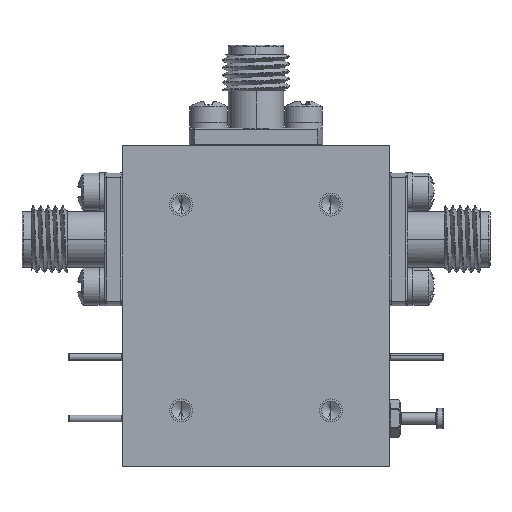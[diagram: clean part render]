
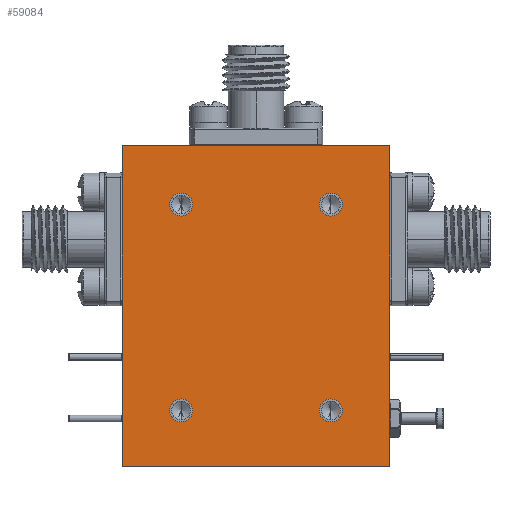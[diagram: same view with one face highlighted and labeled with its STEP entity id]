
A CAD part, front view. The second image highlights one B-rep face of the part: STEP entity #59084.
In plain terms, the highlighted planar face has unit normal (0, -1, 0).
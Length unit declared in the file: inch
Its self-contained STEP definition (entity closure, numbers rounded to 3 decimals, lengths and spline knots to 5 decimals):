
#76 = VERTEX_POINT ( 'NONE', #60200 ) ;
#1300 = AXIS2_PLACEMENT_3D ( 'NONE', #47119, #36794, #37435 ) ;
#1583 = CARTESIAN_POINT ( 'NONE',  ( -0.41889, 0., 0.29389 ) ) ;
#1947 = VERTEX_POINT ( 'NONE', #53197 ) ;
#2522 = CARTESIAN_POINT ( 'NONE',  ( 0.14111, 0., 0.33689 ) ) ;
#2592 = DIRECTION ( 'NONE',  ( 0., -1., 0. ) ) ;
#3827 = AXIS2_PLACEMENT_3D ( 'NONE', #22615, #41718, #52121 ) ;
#3988 = EDGE_CURVE ( 'NONE', #54961, #42814, #61133, .T. ) ;
#5631 = VECTOR ( 'NONE', #35684, 39.37008 ) ;
#5716 = EDGE_LOOP ( 'NONE', ( #43882, #32086 ) ) ;
#6090 = CIRCLE ( 'NONE', #29763, 0.043 ) ;
#7406 = EDGE_CURVE ( 'NONE', #37547, #24377, #11015, .T. ) ;
#7444 = AXIS2_PLACEMENT_3D ( 'NONE', #24573, #34016, #29670 ) ;
#8172 = AXIS2_PLACEMENT_3D ( 'NONE', #12597, #33861, #58918 ) ;
#8472 = LINE ( 'NONE', #29011, #5631 ) ;
#9352 = CARTESIAN_POINT ( 'NONE',  ( -0.63889, 0., -0.68611 ) ) ;
#10549 = VECTOR ( 'NONE', #29898, 39.37008 ) ;
#10640 = EDGE_CURVE ( 'NONE', #44649, #37547, #55314, .T. ) ;
#10712 = CARTESIAN_POINT ( 'NONE',  ( 0.36111, 0., -0.68611 ) ) ;
#11015 = LINE ( 'NONE', #47272, #30357 ) ;
#12597 = CARTESIAN_POINT ( 'NONE',  ( 0.14111, 0., -0.47611 ) ) ;
#13454 = DIRECTION ( 'NONE',  ( 0., -1., 0. ) ) ;
#14261 = FACE_BOUND ( 'NONE', #58248, .T. ) ;
#15159 = EDGE_LOOP ( 'NONE', ( #22952, #21526 ) ) ;
#15186 = DIRECTION ( 'NONE',  ( 0., 0., -1. ) ) ;
#16144 = CARTESIAN_POINT ( 'NONE',  ( 0.36111, 0., -0.68611 ) ) ;
#18019 = VERTEX_POINT ( 'NONE', #66025 ) ;
#18435 = CARTESIAN_POINT ( 'NONE',  ( -0.63889, 0., -0.68611 ) ) ;
#19659 = FACE_BOUND ( 'NONE', #15159, .T. ) ;
#19979 = DIRECTION ( 'NONE',  ( 0., 0., 1. ) ) ;
#20616 = PLANE ( 'NONE',  #25669 ) ;
#21309 = ORIENTED_EDGE ( 'NONE', *, *, #10640, .F. ) ;
#21417 = EDGE_CURVE ( 'NONE', #47139, #44649, #30651, .T. ) ;
#21526 = ORIENTED_EDGE ( 'NONE', *, *, #30336, .F. ) ;
#22092 = DIRECTION ( 'NONE',  ( 0., -1., 0. ) ) ;
#22615 = CARTESIAN_POINT ( 'NONE',  ( 0.14111, 0., 0.29389 ) ) ;
#22952 = ORIENTED_EDGE ( 'NONE', *, *, #38550, .F. ) ;
#23244 = CARTESIAN_POINT ( 'NONE',  ( -0.41889, 0., 0.29389 ) ) ;
#23905 = EDGE_CURVE ( 'NONE', #36267, #1947, #31075, .T. ) ;
#24112 = ORIENTED_EDGE ( 'NONE', *, *, #49639, .F. ) ;
#24377 = VERTEX_POINT ( 'NONE', #26274 ) ;
#24573 = CARTESIAN_POINT ( 'NONE',  ( 0.14111, 0., -0.47611 ) ) ;
#25669 = AXIS2_PLACEMENT_3D ( 'NONE', #60541, #40728, #19979 ) ;
#26274 = CARTESIAN_POINT ( 'NONE',  ( -0.63889, 0., 0.51389 ) ) ;
#27730 = AXIS2_PLACEMENT_3D ( 'NONE', #1583, #22092, #63330 ) ;
#29011 = CARTESIAN_POINT ( 'NONE',  ( -0.63889, 0., 0.51389 ) ) ;
#29548 = ORIENTED_EDGE ( 'NONE', *, *, #46127, .F. ) ;
#29670 = DIRECTION ( 'NONE',  ( 0., 0., -1. ) ) ;
#29763 = AXIS2_PLACEMENT_3D ( 'NONE', #63662, #2592, #62982 ) ;
#29898 = DIRECTION ( 'NONE',  ( -1., 0., 0. ) ) ;
#30050 = DIRECTION ( 'NONE',  ( 0., -1., 0. ) ) ;
#30336 = EDGE_CURVE ( 'NONE', #64925, #76, #45250, .T. ) ;
#30357 = VECTOR ( 'NONE', #37590, 39.37008 ) ;
#30651 = LINE ( 'NONE', #10712, #62744 ) ;
#31075 = CIRCLE ( 'NONE', #7444, 0.043 ) ;
#32086 = ORIENTED_EDGE ( 'NONE', *, *, #49408, .F. ) ;
#32303 = AXIS2_PLACEMENT_3D ( 'NONE', #35409, #30050, #15186 ) ;
#32907 = VERTEX_POINT ( 'NONE', #40205 ) ;
#33140 = CIRCLE ( 'NONE', #27730, 0.043 ) ;
#33861 = DIRECTION ( 'NONE',  ( 0., -1., 0. ) ) ;
#34016 = DIRECTION ( 'NONE',  ( 0., -1., 0. ) ) ;
#35409 = CARTESIAN_POINT ( 'NONE',  ( 0.14111, 0., 0.29389 ) ) ;
#35684 = DIRECTION ( 'NONE',  ( 1., 0., 0. ) ) ;
#36267 = VERTEX_POINT ( 'NONE', #45351 ) ;
#36794 = DIRECTION ( 'NONE',  ( 0., -1., 0. ) ) ;
#37435 = DIRECTION ( 'NONE',  ( 0., 0., -1. ) ) ;
#37547 = VERTEX_POINT ( 'NONE', #18435 ) ;
#37590 = DIRECTION ( 'NONE',  ( 0., 0., 1. ) ) ;
#38550 = EDGE_CURVE ( 'NONE', #76, #64925, #6090, .T. ) ;
#39102 = EDGE_CURVE ( 'NONE', #32907, #18019, #47964, .T. ) ;
#39463 = ORIENTED_EDGE ( 'NONE', *, *, #39102, .F. ) ;
#39479 = EDGE_CURVE ( 'NONE', #18019, #32907, #33140, .T. ) ;
#40205 = CARTESIAN_POINT ( 'NONE',  ( -0.41889, 0., 0.25089 ) ) ;
#40728 = DIRECTION ( 'NONE',  ( 0., 1., 0. ) ) ;
#41117 = EDGE_LOOP ( 'NONE', ( #24112, #55046 ) ) ;
#41718 = DIRECTION ( 'NONE',  ( 0., -1., 0. ) ) ;
#41959 = CARTESIAN_POINT ( 'NONE',  ( 0.14111, 0., 0.25089 ) ) ;
#42383 = CIRCLE ( 'NONE', #8172, 0.043 ) ;
#42814 = VERTEX_POINT ( 'NONE', #2522 ) ;
#43372 = EDGE_LOOP ( 'NONE', ( #60935, #21309, #65516, #29548 ) ) ;
#43882 = ORIENTED_EDGE ( 'NONE', *, *, #3988, .F. ) ;
#44649 = VERTEX_POINT ( 'NONE', #16144 ) ;
#45250 = CIRCLE ( 'NONE', #1300, 0.043 ) ;
#45351 = CARTESIAN_POINT ( 'NONE',  ( 0.14111, 0., -0.43311 ) ) ;
#46127 = EDGE_CURVE ( 'NONE', #24377, #47139, #8472, .T. ) ;
#46661 = CIRCLE ( 'NONE', #3827, 0.043 ) ;
#47119 = CARTESIAN_POINT ( 'NONE',  ( -0.41889, 0., -0.47611 ) ) ;
#47139 = VERTEX_POINT ( 'NONE', #55260 ) ;
#47272 = CARTESIAN_POINT ( 'NONE',  ( -0.63889, 0., -0.68611 ) ) ;
#47964 = CIRCLE ( 'NONE', #55483, 0.043 ) ;
#49060 = DIRECTION ( 'NONE',  ( 0., 0., -1. ) ) ;
#49408 = EDGE_CURVE ( 'NONE', #42814, #54961, #46661, .T. ) ;
#49639 = EDGE_CURVE ( 'NONE', #1947, #36267, #42383, .T. ) ;
#50802 = FACE_BOUND ( 'NONE', #5716, .T. ) ;
#51446 = FACE_BOUND ( 'NONE', #41117, .T. ) ;
#52121 = DIRECTION ( 'NONE',  ( 0., 0., -1. ) ) ;
#52600 = CARTESIAN_POINT ( 'NONE',  ( -0.41889, 0., -0.43311 ) ) ;
#53197 = CARTESIAN_POINT ( 'NONE',  ( 0.14111, 0., -0.51911 ) ) ;
#54961 = VERTEX_POINT ( 'NONE', #41959 ) ;
#55046 = ORIENTED_EDGE ( 'NONE', *, *, #23905, .F. ) ;
#55260 = CARTESIAN_POINT ( 'NONE',  ( 0.36111, 0., 0.51389 ) ) ;
#55314 = LINE ( 'NONE', #9352, #10549 ) ;
#55483 = AXIS2_PLACEMENT_3D ( 'NONE', #23244, #13454, #49060 ) ;
#56130 = ORIENTED_EDGE ( 'NONE', *, *, #39479, .F. ) ;
#58248 = EDGE_LOOP ( 'NONE', ( #39463, #56130 ) ) ;
#58918 = DIRECTION ( 'NONE',  ( 0., 0., -1. ) ) ;
#59084 = ADVANCED_FACE ( 'NONE', ( #14261, #50802, #19659, #51446, #66226 ), #20616, .F. ) ;
#60200 = CARTESIAN_POINT ( 'NONE',  ( -0.41889, 0., -0.51911 ) ) ;
#60541 = CARTESIAN_POINT ( 'NONE',  ( 0., 0., 0. ) ) ;
#60935 = ORIENTED_EDGE ( 'NONE', *, *, #7406, .F. ) ;
#61133 = CIRCLE ( 'NONE', #32303, 0.043 ) ;
#62744 = VECTOR ( 'NONE', #65814, 39.37008 ) ;
#62982 = DIRECTION ( 'NONE',  ( 0., 0., -1. ) ) ;
#63330 = DIRECTION ( 'NONE',  ( 0., 0., -1. ) ) ;
#63662 = CARTESIAN_POINT ( 'NONE',  ( -0.41889, 0., -0.47611 ) ) ;
#64925 = VERTEX_POINT ( 'NONE', #52600 ) ;
#65516 = ORIENTED_EDGE ( 'NONE', *, *, #21417, .F. ) ;
#65814 = DIRECTION ( 'NONE',  ( 0., 0., -1. ) ) ;
#66025 = CARTESIAN_POINT ( 'NONE',  ( -0.41889, 0., 0.33689 ) ) ;
#66226 = FACE_OUTER_BOUND ( 'NONE', #43372, .T. ) ;
